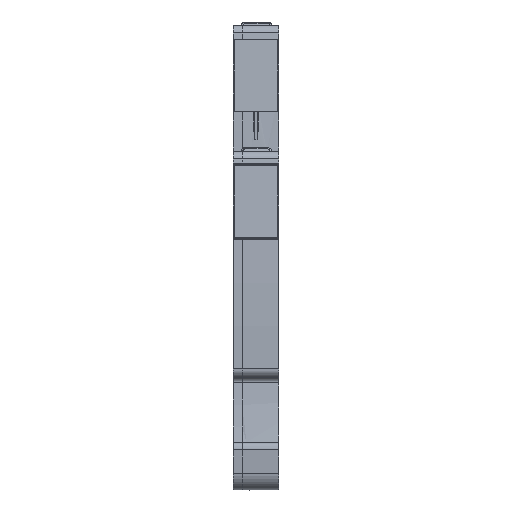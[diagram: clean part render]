
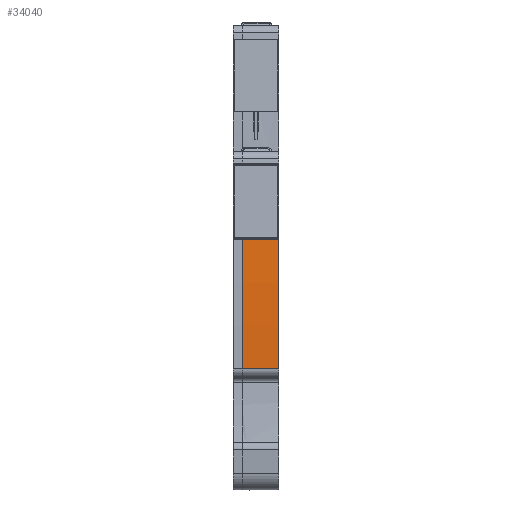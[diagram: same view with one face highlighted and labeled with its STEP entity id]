
A CAD part, front view. The second image highlights one B-rep face of the part: STEP entity #34040.
In plain terms, the highlighted cylindrical face has radius 154.9 mm (diameter 309.8 mm), a partial arc.
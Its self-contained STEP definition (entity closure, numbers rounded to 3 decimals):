
#30584=AXIS2_PLACEMENT_3D('Circle Axis2P3D',#30582,#30583,$) ;
#32254=AXIS2_PLACEMENT_3D('Cylinder Axis2P3D',#32251,#32252,#32253) ;
#34031=AXIS2_PLACEMENT_3D('Circle Axis2P3D',#34029,#34030,$) ;
#30579=CARTESIAN_POINT('Vertex',(5.1,0.825,27.819)) ;
#30582=CARTESIAN_POINT('Axis2P3D Location',(5.1,155.35,17.05)) ;
#30586=CARTESIAN_POINT('Vertex',(5.1,0.492,13.45)) ;
#32251=CARTESIAN_POINT('Axis2P3D Location',(2.55,155.35,17.05)) ;
#34003=CARTESIAN_POINT('Line Origine',(1.94,0.492,13.45)) ;
#34007=CARTESIAN_POINT('Vertex',(1.,0.492,13.45)) ;
#34022=CARTESIAN_POINT('Line Origine',(2.55,0.825,27.819)) ;
#34026=CARTESIAN_POINT('Vertex',(1.,0.825,27.819)) ;
#34029=CARTESIAN_POINT('Axis2P3D Location',(1.,155.35,17.05)) ;
#30583=DIRECTION('Axis2P3D Direction',(1.,0.,0.)) ;
#32252=DIRECTION('Axis2P3D Direction',(1.,0.,0.)) ;
#32253=DIRECTION('Axis2P3D XDirection',(0.,-0.992,0.127)) ;
#34004=DIRECTION('Vector Direction',(1.,0.,0.)) ;
#34023=DIRECTION('Vector Direction',(1.,0.,0.)) ;
#34030=DIRECTION('Axis2P3D Direction',(1.,0.,0.)) ;
#34005=VECTOR('Line Direction',#34004,1.) ;
#34024=VECTOR('Line Direction',#34023,1.) ;
#34035=ORIENTED_EDGE('',*,*,#34009,.F.) ;
#34036=ORIENTED_EDGE('',*,*,#30588,.F.) ;
#34037=ORIENTED_EDGE('',*,*,#34028,.F.) ;
#34038=ORIENTED_EDGE('',*,*,#34033,.T.) ;
#34040=ADVANCED_FACE('Assembly MLD_S2T_2-5_PE',(#34039),#32255,.T.) ;
#30585=CIRCLE('generated circle',#30584,154.9) ;
#34032=CIRCLE('generated circle',#34031,154.9) ;
#32255=CYLINDRICAL_SURFACE('generated cylinder',#32254,154.9) ;
#30588=EDGE_CURVE('',#30580,#30587,#30585,.T.) ;
#34009=EDGE_CURVE('',#30587,#34008,#34006,.F.) ;
#34028=EDGE_CURVE('',#34027,#30580,#34025,.T.) ;
#34033=EDGE_CURVE('',#34027,#34008,#34032,.T.) ;
#34034=EDGE_LOOP('',(#34035,#34036,#34037,#34038)) ;
#34039=FACE_OUTER_BOUND('',#34034,.T.) ;
#34006=LINE('Line',#34003,#34005) ;
#34025=LINE('Line',#34022,#34024) ;
#30580=VERTEX_POINT('',#30579) ;
#30587=VERTEX_POINT('',#30586) ;
#34008=VERTEX_POINT('',#34007) ;
#34027=VERTEX_POINT('',#34026) ;
